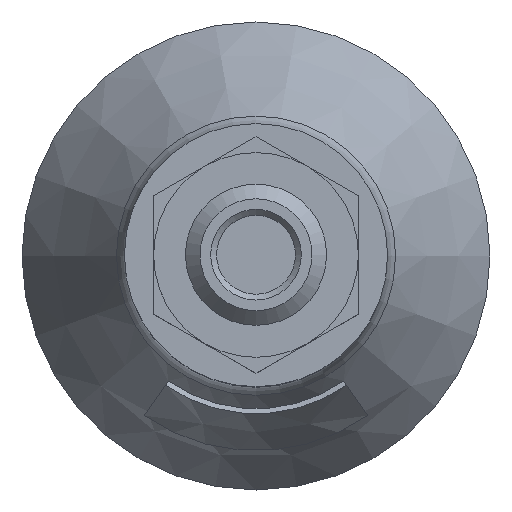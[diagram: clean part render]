
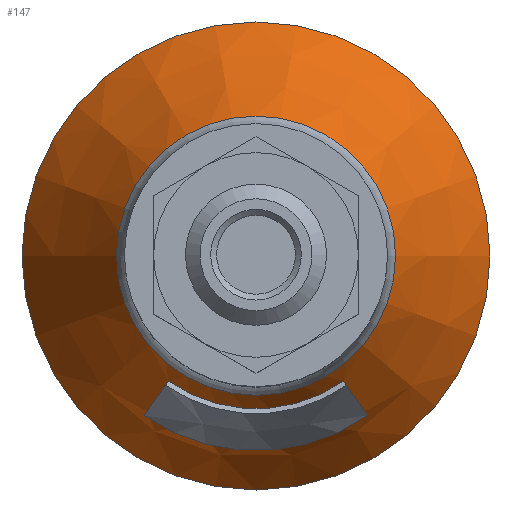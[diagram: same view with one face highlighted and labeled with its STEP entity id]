
A CAD part, top view. The second image highlights one B-rep face of the part: STEP entity #147.
In plain terms, the highlighted conical face has half-angle 30.256 degrees and reference radius 4.5 mm.
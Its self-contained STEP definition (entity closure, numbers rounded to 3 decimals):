
#147 = ADVANCED_FACE( '', ( #289, #290, #291 ), #292, .T. );
#289 = FACE_BOUND( '', #466, .T. );
#290 = FACE_BOUND( '', #467, .T. );
#291 = FACE_OUTER_BOUND( '', #468, .T. );
#292 = CONICAL_SURFACE( '', #469, 4.5, 0.528 );
#466 = EDGE_LOOP( '', ( #621, #622, #623, #624 ) );
#467 = EDGE_LOOP( '', ( #625 ) );
#468 = EDGE_LOOP( '', ( #626 ) );
#469 = AXIS2_PLACEMENT_3D( '', #627, #628, #629 );
#621 = ORIENTED_EDGE( '', *, *, #918, .T. );
#622 = ORIENTED_EDGE( '', *, *, #919, .T. );
#623 = ORIENTED_EDGE( '', *, *, #920, .F. );
#624 = ORIENTED_EDGE( '', *, *, #921, .F. );
#625 = ORIENTED_EDGE( '', *, *, #922, .T. );
#626 = ORIENTED_EDGE( '', *, *, #923, .F. );
#627 = CARTESIAN_POINT( '', ( 0., 0., -10. ) );
#628 = DIRECTION( '', ( 0., 0., -1. ) );
#629 = DIRECTION( '', ( -1., 0., 0. ) );
#918 = EDGE_CURVE( '', #1027, #1028, #1029, .T. );
#919 = EDGE_CURVE( '', #1028, #1030, #1031, .T. );
#920 = EDGE_CURVE( '', #1032, #1030, #1033, .T. );
#921 = EDGE_CURVE( '', #1027, #1032, #1034, .T. );
#922 = EDGE_CURVE( '', #1035, #1035, #1036, .T. );
#923 = EDGE_CURVE( '', #1037, #1037, #1038, .T. );
#1027 = VERTEX_POINT( '', #1183 );
#1028 = VERTEX_POINT( '', #1184 );
#1029 = CIRCLE( '', #1185, 5.229 );
#1030 = VERTEX_POINT( '', #1186 );
#1031 = LINE( '', #1187, #1188 );
#1032 = VERTEX_POINT( '', #1189 );
#1033 = CIRCLE( '', #1190, 6.488 );
#1034 = LINE( '', #1191, #1192 );
#1035 = VERTEX_POINT( '', #1193 );
#1036 = CIRCLE( '', #1194, 4.772 );
#1037 = VERTEX_POINT( '', #1195 );
#1038 = CIRCLE( '', #1196, 8. );
#1183 = CARTESIAN_POINT( '', ( -2.999, -4.283, -11.249 ) );
#1184 = CARTESIAN_POINT( '', ( 2.999, -4.283, -11.249 ) );
#1185 = AXIS2_PLACEMENT_3D( '', #1399, #1400, #1401 );
#1186 = CARTESIAN_POINT( '', ( 3.722, -5.315, -13.409 ) );
#1187 = CARTESIAN_POINT( '', ( 0., 0., -2.286 ) );
#1188 = VECTOR( '', #1402, 1000. );
#1189 = CARTESIAN_POINT( '', ( -3.722, -5.315, -13.409 ) );
#1190 = AXIS2_PLACEMENT_3D( '', #1403, #1404, #1405 );
#1191 = CARTESIAN_POINT( '', ( 0., 0., -2.286 ) );
#1192 = VECTOR( '', #1406, 1000. );
#1193 = CARTESIAN_POINT( '', ( -4.772, 0., -10.467 ) );
#1194 = AXIS2_PLACEMENT_3D( '', #1407, #1408, #1409 );
#1195 = CARTESIAN_POINT( '', ( -8., 0., -16. ) );
#1196 = AXIS2_PLACEMENT_3D( '', #1410, #1411, #1412 );
#1399 = CARTESIAN_POINT( '', ( 0., 0., -11.249 ) );
#1400 = DIRECTION( '', ( 0., 0., 1. ) );
#1401 = DIRECTION( '', ( 1., 0., 0. ) );
#1402 = DIRECTION( '', ( 0.289, -0.413, -0.864 ) );
#1403 = CARTESIAN_POINT( '', ( 0., 0., -13.409 ) );
#1404 = DIRECTION( '', ( 0., 0., 1. ) );
#1405 = DIRECTION( '', ( 1., 0., 0. ) );
#1406 = DIRECTION( '', ( -0.289, -0.413, -0.864 ) );
#1407 = CARTESIAN_POINT( '', ( 0., 0., -10.467 ) );
#1408 = DIRECTION( '', ( 0., 0., -1. ) );
#1409 = DIRECTION( '', ( -1., 0., 0. ) );
#1410 = CARTESIAN_POINT( '', ( 0., 0., -16. ) );
#1411 = DIRECTION( '', ( 0., 0., -1. ) );
#1412 = DIRECTION( '', ( -1., 0., 0. ) );
